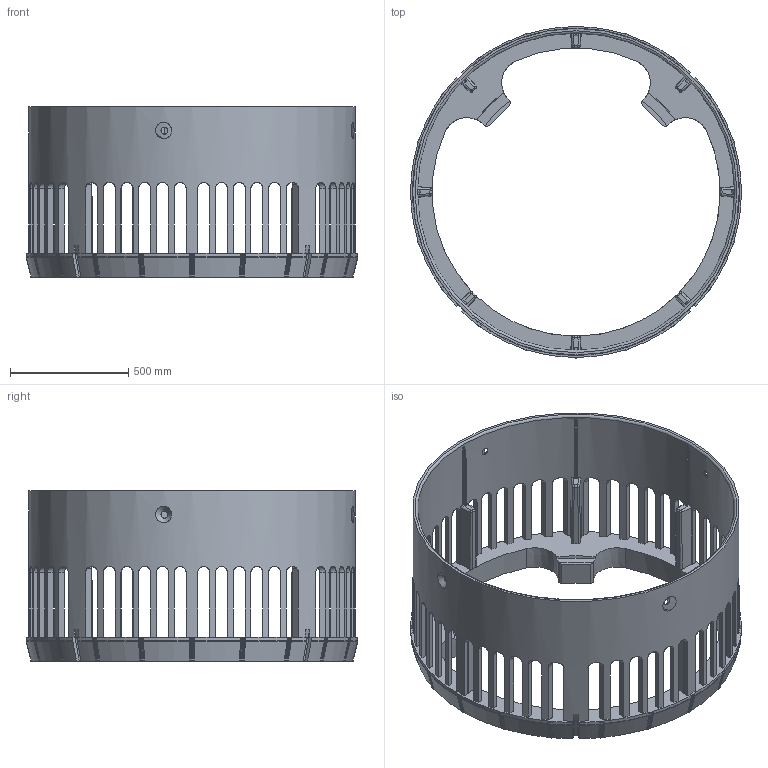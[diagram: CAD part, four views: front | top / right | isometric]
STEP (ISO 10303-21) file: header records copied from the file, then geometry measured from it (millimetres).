
FILE_DESCRIPTION(/* description */ (''),/* implementation_level */ '2;1');
FILE_NAME(/* name */ '18103.100X_3D.stp',/* time_stamp */ '2024-12-12T07:40:02+01:00',/* author */ ('CAD'),/* organization */ (''),/* preprocessor_version */ 'ST-DEVELOPER v20',/* originating_system */ 'AutoCAD Mechanical',/* authorisation */ '');
FILE_SCHEMA (('AUTOMOTIVE_DESIGN { 1 0 10303 214 3 1 1 }'));
Products named in the file (2): Product; *S0
Assembly tree (1 placements, depth 2):
  Product
    *S0
Bounding box: 1405 x 1405 x 720 mm (x, y, z)
Volume: 81396956.4 mm3; surface area: 6354056.2 mm2
Topology: 1 solids, 1 shells, 1148 faces, 3183 edges, 1980 vertices
Faces by surface type: cylinder 368, bspline 312, plane 275, torus 113, cone 48, sphere 32
Full cylindrical faces by diameter (mm): 1342.5 x1, 1382.5 x1
Entity records: 44673 total; most frequent: CARTESIAN_POINT 16494, ORIENTED_EDGE 6356, DIRECTION 5645, EDGE_CURVE 3178, AXIS2_PLACEMENT_3D 2301, VERTEX_POINT 1978, EDGE_LOOP 1200, FACE_OUTER_BOUND 1148
